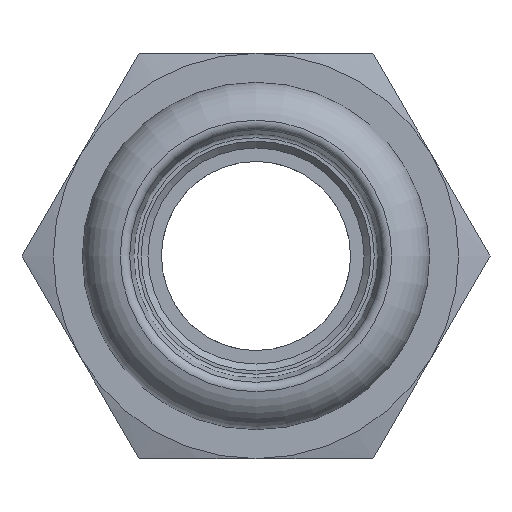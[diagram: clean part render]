
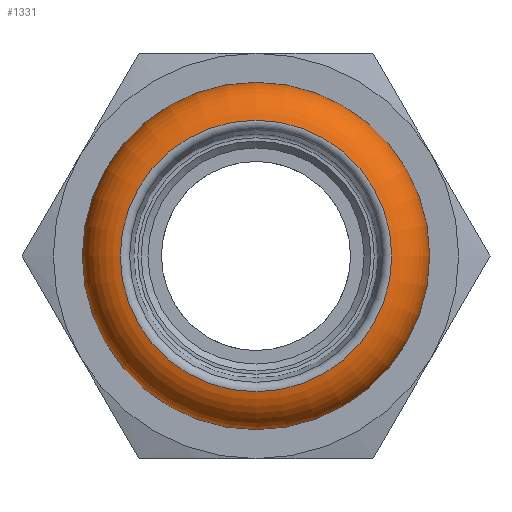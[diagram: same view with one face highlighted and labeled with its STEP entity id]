
A CAD part, front view. The second image highlights one B-rep face of the part: STEP entity #1331.
In plain terms, the highlighted toroidal (fillet/blend) face has major radius 9.489 mm and minor radius 3.367 mm.
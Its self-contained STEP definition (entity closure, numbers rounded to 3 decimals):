
#238=FACE_OUTER_BOUND('',#326,.T.);
#326=EDGE_LOOP('',(#899,#900,#901,#902,#903,#904));
#427=CIRCLE('',#1440,10.65);
#428=CIRCLE('',#1441,10.65);
#429=CIRCLE('',#1442,3.367);
#430=CIRCLE('',#1443,10.05);
#431=CIRCLE('',#1444,10.05);
#550=VERTEX_POINT('',#2117);
#551=VERTEX_POINT('',#2118);
#552=VERTEX_POINT('',#2121);
#553=VERTEX_POINT('',#2123);
#687=EDGE_CURVE('',#550,#551,#427,.T.);
#688=EDGE_CURVE('',#551,#550,#428,.T.);
#689=EDGE_CURVE('',#551,#552,#429,.T.);
#690=EDGE_CURVE('',#552,#553,#430,.T.);
#691=EDGE_CURVE('',#553,#552,#431,.T.);
#899=ORIENTED_EDGE('',*,*,#687,.F.);
#900=ORIENTED_EDGE('',*,*,#688,.F.);
#901=ORIENTED_EDGE('',*,*,#689,.T.);
#902=ORIENTED_EDGE('',*,*,#690,.T.);
#903=ORIENTED_EDGE('',*,*,#691,.T.);
#904=ORIENTED_EDGE('',*,*,#689,.F.);
#1323=TOROIDAL_SURFACE('',#1439,9.488,3.367);
#1331=ADVANCED_FACE('',(#238),#1323,.T.);
#1439=AXIS2_PLACEMENT_3D('',#2116,#1652,#1653);
#1440=AXIS2_PLACEMENT_3D('',#2119,#1654,#1655);
#1441=AXIS2_PLACEMENT_3D('',#2120,#1656,#1657);
#1442=AXIS2_PLACEMENT_3D('',#2122,#1658,#1659);
#1443=AXIS2_PLACEMENT_3D('',#2124,#1660,#1661);
#1444=AXIS2_PLACEMENT_3D('',#2125,#1662,#1663);
#1652=DIRECTION('center_axis',(0.,1.,0.));
#1653=DIRECTION('ref_axis',(0.,0.,1.));
#1654=DIRECTION('center_axis',(0.,1.,0.));
#1655=DIRECTION('ref_axis',(0.,0.,1.));
#1656=DIRECTION('center_axis',(0.,1.,0.));
#1657=DIRECTION('ref_axis',(0.,0.,1.));
#1658=DIRECTION('center_axis',(-1.,0.,0.));
#1659=DIRECTION('ref_axis',(0.,0.,-1.));
#1660=DIRECTION('center_axis',(0.,1.,0.));
#1661=DIRECTION('ref_axis',(0.,0.,1.));
#1662=DIRECTION('center_axis',(0.,1.,0.));
#1663=DIRECTION('ref_axis',(0.,0.,1.));
#2116=CARTESIAN_POINT('Origin',(0.,3.328,0.));
#2117=CARTESIAN_POINT('',(0.,6.489,10.65));
#2118=CARTESIAN_POINT('',(0.,6.489,-10.65));
#2119=CARTESIAN_POINT('Origin',(0.,6.489,0.));
#2120=CARTESIAN_POINT('Origin',(0.,6.489,0.));
#2121=CARTESIAN_POINT('',(0.,0.008,-10.05));
#2122=CARTESIAN_POINT('Origin',(0.,3.328,
-9.488));
#2123=CARTESIAN_POINT('',(0.,0.008,10.05));
#2124=CARTESIAN_POINT('Origin',(0.,0.008,0.));
#2125=CARTESIAN_POINT('Origin',(0.,0.008,0.));
